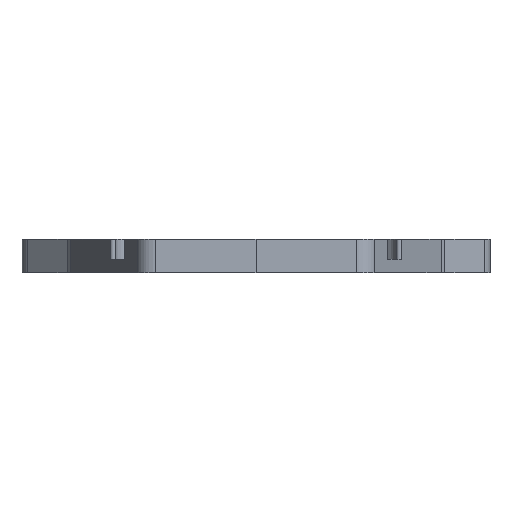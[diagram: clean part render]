
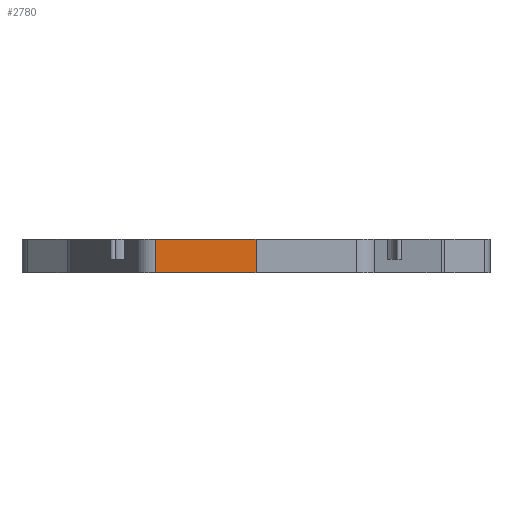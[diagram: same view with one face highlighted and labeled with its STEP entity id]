
A CAD part, front view. The second image highlights one B-rep face of the part: STEP entity #2780.
In plain terms, the highlighted planar face has unit normal (0, -1, 0).
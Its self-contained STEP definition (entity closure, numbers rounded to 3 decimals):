
#44 = PLANE('',#45);
#45 = AXIS2_PLACEMENT_3D('',#46,#47,#48);
#46 = CARTESIAN_POINT('',(-15.897,-26.96,5.));
#47 = DIRECTION('',(0.,0.,1.));
#48 = DIRECTION('',(-1.,0.,0.));
#100 = PLANE('',#101);
#101 = AXIS2_PLACEMENT_3D('',#102,#103,#104);
#102 = CARTESIAN_POINT('',(-15.897,-26.96,0.));
#103 = DIRECTION('',(0.,0.,1.));
#104 = DIRECTION('',(-1.,0.,0.));
#128 = CYLINDRICAL_SURFACE('',#129,3.);
#129 = AXIS2_PLACEMENT_3D('',#130,#131,#132);
#130 = CARTESIAN_POINT('',(-14.988,-54.,0.));
#131 = DIRECTION('',(0.,0.,1.));
#132 = DIRECTION('',(0.,-1.,0.));
#815 = VERTEX_POINT('',#816);
#816 = CARTESIAN_POINT('',(0.,-57.,5.));
#837 = EDGE_CURVE('',#815,#838,#840,.T.);
#838 = VERTEX_POINT('',#839);
#839 = CARTESIAN_POINT('',(-14.988,-57.,5.));
#840 = SURFACE_CURVE('',#841,(#845,#852),.PCURVE_S1.);
#841 = LINE('',#842,#843);
#842 = CARTESIAN_POINT('',(0.,-57.,5.));
#843 = VECTOR('',#844,1.);
#844 = DIRECTION('',(-1.,-0.,-0.));
#845 = PCURVE('',#44,#846);
#846 = DEFINITIONAL_REPRESENTATION('',(#847),#851);
#847 = LINE('',#848,#849);
#848 = CARTESIAN_POINT('',(-15.897,30.04));
#849 = VECTOR('',#850,1.);
#850 = DIRECTION('',(1.,-0.));
#851 = ( GEOMETRIC_REPRESENTATION_CONTEXT(2) 
PARAMETRIC_REPRESENTATION_CONTEXT() REPRESENTATION_CONTEXT('2D SPACE',''
  ) );
#852 = PCURVE('',#853,#858);
#853 = PLANE('',#854);
#854 = AXIS2_PLACEMENT_3D('',#855,#856,#857);
#855 = CARTESIAN_POINT('',(0.,-57.,0.));
#856 = DIRECTION('',(0.,1.,0.));
#857 = DIRECTION('',(1.,0.,0.));
#858 = DEFINITIONAL_REPRESENTATION('',(#859),#863);
#859 = LINE('',#860,#861);
#860 = CARTESIAN_POINT('',(-0.,-5.));
#861 = VECTOR('',#862,1.);
#862 = DIRECTION('',(-1.,0.));
#863 = ( GEOMETRIC_REPRESENTATION_CONTEXT(2) 
PARAMETRIC_REPRESENTATION_CONTEXT() REPRESENTATION_CONTEXT('2D SPACE',''
  ) );
#1510 = VERTEX_POINT('',#1511);
#1511 = CARTESIAN_POINT('',(0.,-57.,0.));
#1532 = EDGE_CURVE('',#1510,#1533,#1535,.T.);
#1533 = VERTEX_POINT('',#1534);
#1534 = CARTESIAN_POINT('',(-14.988,-57.,0.));
#1535 = SURFACE_CURVE('',#1536,(#1540,#1547),.PCURVE_S1.);
#1536 = LINE('',#1537,#1538);
#1537 = CARTESIAN_POINT('',(0.,-57.,0.));
#1538 = VECTOR('',#1539,1.);
#1539 = DIRECTION('',(-1.,-0.,-0.));
#1540 = PCURVE('',#100,#1541);
#1541 = DEFINITIONAL_REPRESENTATION('',(#1542),#1546);
#1542 = LINE('',#1543,#1544);
#1543 = CARTESIAN_POINT('',(-15.897,30.04));
#1544 = VECTOR('',#1545,1.);
#1545 = DIRECTION('',(1.,-0.));
#1546 = ( GEOMETRIC_REPRESENTATION_CONTEXT(2) 
PARAMETRIC_REPRESENTATION_CONTEXT() REPRESENTATION_CONTEXT('2D SPACE',''
  ) );
#1547 = PCURVE('',#853,#1548);
#1548 = DEFINITIONAL_REPRESENTATION('',(#1549),#1553);
#1549 = LINE('',#1550,#1551);
#1550 = CARTESIAN_POINT('',(-0.,0.));
#1551 = VECTOR('',#1552,1.);
#1552 = DIRECTION('',(-1.,0.));
#1553 = ( GEOMETRIC_REPRESENTATION_CONTEXT(2) 
PARAMETRIC_REPRESENTATION_CONTEXT() REPRESENTATION_CONTEXT('2D SPACE',''
  ) );
#2069 = EDGE_CURVE('',#1533,#838,#2070,.T.);
#2070 = SURFACE_CURVE('',#2071,(#2075,#2082),.PCURVE_S1.);
#2071 = LINE('',#2072,#2073);
#2072 = CARTESIAN_POINT('',(-14.988,-57.,0.));
#2073 = VECTOR('',#2074,1.);
#2074 = DIRECTION('',(0.,0.,1.));
#2075 = PCURVE('',#128,#2076);
#2076 = DEFINITIONAL_REPRESENTATION('',(#2077),#2081);
#2077 = LINE('',#2078,#2079);
#2078 = CARTESIAN_POINT('',(-0.,0.));
#2079 = VECTOR('',#2080,1.);
#2080 = DIRECTION('',(-0.,1.));
#2081 = ( GEOMETRIC_REPRESENTATION_CONTEXT(2) 
PARAMETRIC_REPRESENTATION_CONTEXT() REPRESENTATION_CONTEXT('2D SPACE',''
  ) );
#2082 = PCURVE('',#853,#2083);
#2083 = DEFINITIONAL_REPRESENTATION('',(#2084),#2088);
#2084 = LINE('',#2085,#2086);
#2085 = CARTESIAN_POINT('',(-14.988,0.));
#2086 = VECTOR('',#2087,1.);
#2087 = DIRECTION('',(-0.,-1.));
#2088 = ( GEOMETRIC_REPRESENTATION_CONTEXT(2) 
PARAMETRIC_REPRESENTATION_CONTEXT() REPRESENTATION_CONTEXT('2D SPACE',''
  ) );
#2780 = ADVANCED_FACE('',(#2781),#853,.F.);
#2781 = FACE_BOUND('',#2782,.T.);
#2782 = EDGE_LOOP('',(#2783,#2784,#2810,#2811));
#2783 = ORIENTED_EDGE('',*,*,#1532,.F.);
#2784 = ORIENTED_EDGE('',*,*,#2785,.T.);
#2785 = EDGE_CURVE('',#1510,#815,#2786,.T.);
#2786 = SURFACE_CURVE('',#2787,(#2791,#2798),.PCURVE_S1.);
#2787 = LINE('',#2788,#2789);
#2788 = CARTESIAN_POINT('',(0.,-57.,0.));
#2789 = VECTOR('',#2790,1.);
#2790 = DIRECTION('',(0.,0.,1.));
#2791 = PCURVE('',#853,#2792);
#2792 = DEFINITIONAL_REPRESENTATION('',(#2793),#2797);
#2793 = LINE('',#2794,#2795);
#2794 = CARTESIAN_POINT('',(-0.,0.));
#2795 = VECTOR('',#2796,1.);
#2796 = DIRECTION('',(-0.,-1.));
#2797 = ( GEOMETRIC_REPRESENTATION_CONTEXT(2) 
PARAMETRIC_REPRESENTATION_CONTEXT() REPRESENTATION_CONTEXT('2D SPACE',''
  ) );
#2798 = PCURVE('',#2799,#2804);
#2799 = PLANE('',#2800);
#2800 = AXIS2_PLACEMENT_3D('',#2801,#2802,#2803);
#2801 = CARTESIAN_POINT('',(0.,-57.,0.));
#2802 = DIRECTION('',(0.,1.,0.));
#2803 = DIRECTION('',(1.,0.,0.));
#2804 = DEFINITIONAL_REPRESENTATION('',(#2805),#2809);
#2805 = LINE('',#2806,#2807);
#2806 = CARTESIAN_POINT('',(0.,-0.));
#2807 = VECTOR('',#2808,1.);
#2808 = DIRECTION('',(0.,-1.));
#2809 = ( GEOMETRIC_REPRESENTATION_CONTEXT(2) 
PARAMETRIC_REPRESENTATION_CONTEXT() REPRESENTATION_CONTEXT('2D SPACE',''
  ) );
#2810 = ORIENTED_EDGE('',*,*,#837,.T.);
#2811 = ORIENTED_EDGE('',*,*,#2069,.F.);
